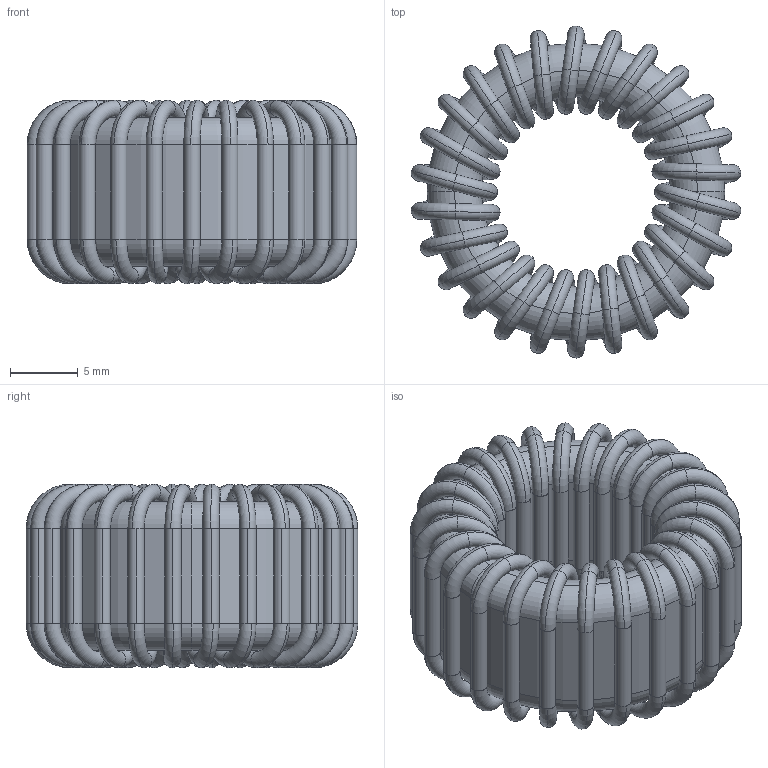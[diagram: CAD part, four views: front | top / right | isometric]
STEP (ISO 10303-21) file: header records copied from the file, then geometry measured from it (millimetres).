
FILE_DESCRIPTION (( 'STEP AP214' ), '1' );
FILE_NAME ('01.STEP', '2018-02-27T09:12:45', ( '' ), ( '' ), 'SwSTEP 2.0', 'SolidWorks 2017', '' );
FILE_SCHEMA (( 'AUTOMOTIVE_DESIGN' ));
Length unit declared in the file: millimetre
Products named in the file (4): 櫻蠉錪2; 01; 櫻蠉錪1; 櫻蠉錪3
Assembly tree (54 placements, depth 2):
  01
    櫻蠉錪1
    櫻蠉錪3
    櫻蠉錪2  x52
Bounding box: 24.36 x 24.53 x 13.57 mm (x, y, z)
Volume: 3201.6 mm3; surface area: 4762.9 mm2
Topology: 105 solids, 105 shells, 532 faces, 856 edges, 532 vertices
Faces by surface type: torus 216, plane 208, cylinder 108
Entity records: 6161 total; most frequent: DIRECTION 1150, CARTESIAN_POINT 855, ORIENTED_EDGE 692, AXIS2_PLACEMENT_3D 521, EDGE_CURVE 346, CIRCLE 238, FACE_OUTER_BOUND 226, ADVANCED_FACE 226
